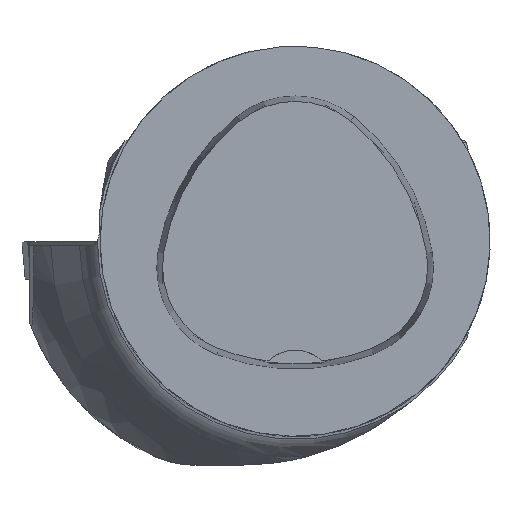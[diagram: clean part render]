
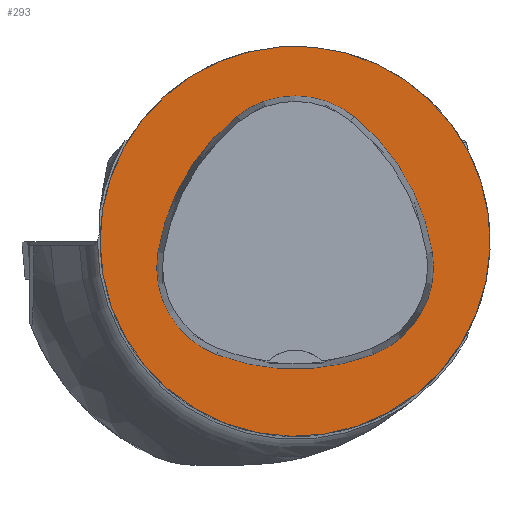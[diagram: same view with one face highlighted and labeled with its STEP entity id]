
A CAD part, top view. The second image highlights one B-rep face of the part: STEP entity #293.
In plain terms, the highlighted planar face has unit normal (0, 0, 1).
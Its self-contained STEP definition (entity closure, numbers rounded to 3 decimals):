
#293=ADVANCED_FACE('',(#552,#553),#343,.T.);
#343=PLANE('',#1673);
#552=FACE_BOUND('',#621,.T.);
#553=FACE_BOUND('',#622,.T.);
#621=EDGE_LOOP('',(#930,#931,#932,#933,#934,#935));
#622=EDGE_LOOP('',(#936));
#930=ORIENTED_EDGE('',*,*,#1367,.T.);
#931=ORIENTED_EDGE('',*,*,#1347,.T.);
#932=ORIENTED_EDGE('',*,*,#1351,.T.);
#933=ORIENTED_EDGE('',*,*,#1354,.T.);
#934=ORIENTED_EDGE('',*,*,#1357,.T.);
#935=ORIENTED_EDGE('',*,*,#1365,.T.);
#936=ORIENTED_EDGE('',*,*,#1335,.F.);
#1160=VERTEX_POINT('',#2660);
#1171=VERTEX_POINT('',#2689);
#1172=VERTEX_POINT('',#2690);
#1175=VERTEX_POINT('',#2698);
#1177=VERTEX_POINT('',#2704);
#1179=VERTEX_POINT('',#2710);
#1186=VERTEX_POINT('',#2731);
#1335=EDGE_CURVE('',#1160,#1160,#1420,.T.);
#1347=EDGE_CURVE('',#1171,#1172,#1423,.T.);
#1351=EDGE_CURVE('',#1172,#1175,#1425,.T.);
#1354=EDGE_CURVE('',#1175,#1177,#1427,.T.);
#1357=EDGE_CURVE('',#1177,#1179,#1429,.T.);
#1365=EDGE_CURVE('',#1179,#1186,#1433,.T.);
#1367=EDGE_CURVE('',#1186,#1171,#1435,.T.);
#1420=CIRCLE('',#1637,25.);
#1423=CIRCLE('',#1651,28.);
#1425=CIRCLE('',#1654,12.);
#1427=CIRCLE('',#1657,28.);
#1429=CIRCLE('',#1660,12.);
#1433=CIRCLE('',#1665,28.);
#1435=CIRCLE('',#1668,12.);
#1637=AXIS2_PLACEMENT_3D('',#2659,#1974,#1975);
#1651=AXIS2_PLACEMENT_3D('',#2688,#2006,#2007);
#1654=AXIS2_PLACEMENT_3D('',#2697,#2014,#2015);
#1657=AXIS2_PLACEMENT_3D('',#2703,#2021,#2022);
#1660=AXIS2_PLACEMENT_3D('',#2709,#2028,#2029);
#1665=AXIS2_PLACEMENT_3D('',#2732,#2040,#2041);
#1668=AXIS2_PLACEMENT_3D('',#2735,#2046,#2047);
#1673=AXIS2_PLACEMENT_3D('',#2740,#2056,#2057);
#1974=DIRECTION('',(0.,0.,-1.));
#1975=DIRECTION('',(-1.,0.,0.));
#2006=DIRECTION('',(0.,0.,-1.));
#2007=DIRECTION('',(-1.,0.,0.));
#2014=DIRECTION('',(0.,0.,-1.));
#2015=DIRECTION('',(-1.,0.,0.));
#2021=DIRECTION('',(0.,0.,-1.));
#2022=DIRECTION('',(-1.,0.,0.));
#2028=DIRECTION('',(0.,0.,-1.));
#2029=DIRECTION('',(-1.,0.,0.));
#2040=DIRECTION('',(0.,0.,-1.));
#2041=DIRECTION('',(-1.,0.,0.));
#2046=DIRECTION('',(0.,0.,-1.));
#2047=DIRECTION('',(-1.,0.,0.));
#2056=DIRECTION('',(0.,0.,1.));
#2057=DIRECTION('',(1.,0.,0.));
#2659=CARTESIAN_POINT('',(0.,0.,0.));
#2660=CARTESIAN_POINT('',(-25.,0.,0.));
#2688=CARTESIAN_POINT('',(10.068,-5.824,0.));
#2689=CARTESIAN_POINT('',(-17.584,-1.424,0.));
#2690=CARTESIAN_POINT('',(-7.531,15.953,0.));
#2697=CARTESIAN_POINT('',(0.011,6.62,0.));
#2698=CARTESIAN_POINT('',(7.567,15.942,0.));
#2703=CARTESIAN_POINT('',(-10.063,-5.81,0.));
#2704=CARTESIAN_POINT('',(17.59,-1.418,0.));
#2709=CARTESIAN_POINT('',(5.739,-3.3,0.));
#2710=CARTESIAN_POINT('',(10.05,-14.499,0.));
#2731=CARTESIAN_POINT('',(-10.025,-14.516,0.));
#2732=CARTESIAN_POINT('',(-0.01,11.631,0.));
#2735=CARTESIAN_POINT('',(-5.733,-3.31,0.));
#2740=CARTESIAN_POINT('',(0.,0.,0.));
